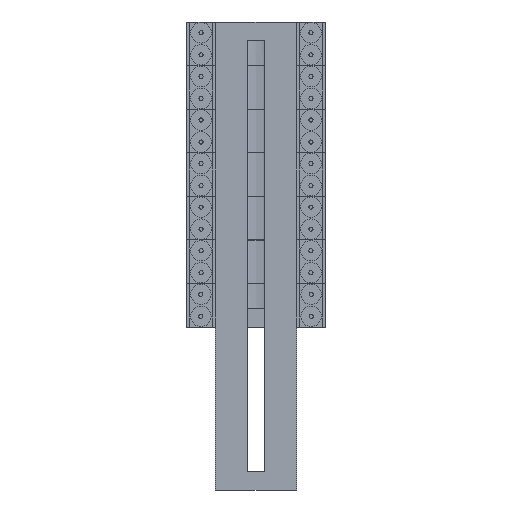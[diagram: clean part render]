
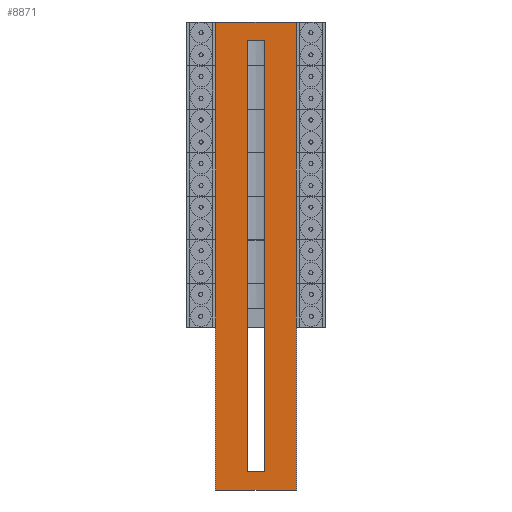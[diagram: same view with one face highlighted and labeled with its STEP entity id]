
A CAD part, front view. The second image highlights one B-rep face of the part: STEP entity #8871.
In plain terms, the highlighted face is planar.
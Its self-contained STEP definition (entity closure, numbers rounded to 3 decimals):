
#230 = VERTEX_POINT ( 'NONE', #1176 ) ;
#301 = VECTOR ( 'NONE', #11871, 1000. ) ;
#777 = PLANE ( 'NONE',  #6341 ) ;
#858 = LINE ( 'NONE', #12072, #8716 ) ;
#1176 = CARTESIAN_POINT ( 'NONE',  ( 212.5, 11150., 0. ) ) ;
#1356 = VERTEX_POINT ( 'NONE', #3065 ) ;
#1528 = VERTEX_POINT ( 'NONE', #4369 ) ;
#1726 = CARTESIAN_POINT ( 'NONE',  ( -997.5, 11600., 0. ) ) ;
#1848 = CARTESIAN_POINT ( 'NONE',  ( 997.5, 11600., 0. ) ) ;
#1993 = VECTOR ( 'NONE', #4889, 1000. ) ;
#2007 = VERTEX_POINT ( 'NONE', #1726 ) ;
#2031 = ORIENTED_EDGE ( 'NONE', *, *, #6790, .F. ) ;
#2458 = ORIENTED_EDGE ( 'NONE', *, *, #6908, .F. ) ;
#2500 = LINE ( 'NONE', #7338, #3198 ) ;
#2589 = VERTEX_POINT ( 'NONE', #9569 ) ;
#2662 = CARTESIAN_POINT ( 'NONE',  ( 212.5, 450., 0. ) ) ;
#2868 = VERTEX_POINT ( 'NONE', #2662 ) ;
#3022 = VECTOR ( 'NONE', #6995, 1000. ) ;
#3065 = CARTESIAN_POINT ( 'NONE',  ( -212.5, 450., 0. ) ) ;
#3198 = VECTOR ( 'NONE', #6358, 1000. ) ;
#3250 = EDGE_CURVE ( 'NONE', #2007, #9162, #7359, .T. ) ;
#3589 = FACE_OUTER_BOUND ( 'NONE', #4546, .T. ) ;
#4077 = EDGE_CURVE ( 'NONE', #10299, #1528, #2500, .T. ) ;
#4369 = CARTESIAN_POINT ( 'NONE',  ( 997.5, 11600., 0. ) ) ;
#4436 = ORIENTED_EDGE ( 'NONE', *, *, #5298, .F. ) ;
#4546 = EDGE_LOOP ( 'NONE', ( #9502, #4557, #12026, #4436 ) ) ;
#4557 = ORIENTED_EDGE ( 'NONE', *, *, #11811, .F. ) ;
#4889 = DIRECTION ( 'NONE',  ( 0., -1., 0. ) ) ;
#4936 = LINE ( 'NONE', #5806, #7132 ) ;
#5298 = EDGE_CURVE ( 'NONE', #1528, #2007, #10335, .T. ) ;
#5468 = CARTESIAN_POINT ( 'NONE',  ( 0., 0., 0. ) ) ;
#5485 = DIRECTION ( 'NONE',  ( 1., 0., 0. ) ) ;
#5806 = CARTESIAN_POINT ( 'NONE',  ( -212.5, 11150., 0. ) ) ;
#5821 = VECTOR ( 'NONE', #6316, 1000. ) ;
#5876 = CARTESIAN_POINT ( 'NONE',  ( 212.5, 11150., 0. ) ) ;
#5952 = LINE ( 'NONE', #10711, #3022 ) ;
#6316 = DIRECTION ( 'NONE',  ( 0., -1., 0. ) ) ;
#6341 = AXIS2_PLACEMENT_3D ( 'NONE', #5468, #6407, #7385 ) ;
#6358 = DIRECTION ( 'NONE',  ( 0., 1., 0. ) ) ;
#6407 = DIRECTION ( 'NONE',  ( 0., 0., 1. ) ) ;
#6665 = ORIENTED_EDGE ( 'NONE', *, *, #9039, .F. ) ;
#6790 = EDGE_CURVE ( 'NONE', #2589, #230, #858, .T. ) ;
#6908 = EDGE_CURVE ( 'NONE', #230, #2868, #10445, .T. ) ;
#6995 = DIRECTION ( 'NONE',  ( -1., 0., 0. ) ) ;
#7084 = LINE ( 'NONE', #8072, #301 ) ;
#7132 = VECTOR ( 'NONE', #9571, 1000. ) ;
#7260 = CARTESIAN_POINT ( 'NONE',  ( -997.5, 0., 0. ) ) ;
#7338 = CARTESIAN_POINT ( 'NONE',  ( 997.5, 0., 0. ) ) ;
#7359 = LINE ( 'NONE', #8240, #5821 ) ;
#7385 = DIRECTION ( 'NONE',  ( 1., 0., 0. ) ) ;
#7416 = ORIENTED_EDGE ( 'NONE', *, *, #11997, .F. ) ;
#7512 = FACE_BOUND ( 'NONE', #8816, .T. ) ;
#8072 = CARTESIAN_POINT ( 'NONE',  ( 997.5, 0., 0. ) ) ;
#8240 = CARTESIAN_POINT ( 'NONE',  ( -997.5, 0., 0. ) ) ;
#8700 = VECTOR ( 'NONE', #9469, 1000. ) ;
#8716 = VECTOR ( 'NONE', #5485, 1000. ) ;
#8722 = CARTESIAN_POINT ( 'NONE',  ( 997.5, 0., 0. ) ) ;
#8816 = EDGE_LOOP ( 'NONE', ( #2031, #6665, #7416, #2458 ) ) ;
#8871 = ADVANCED_FACE ( 'NONE', ( #7512, #3589 ), #777, .F. ) ;
#9039 = EDGE_CURVE ( 'NONE', #1356, #2589, #4936, .T. ) ;
#9162 = VERTEX_POINT ( 'NONE', #7260 ) ;
#9469 = DIRECTION ( 'NONE',  ( -1., 0., 0. ) ) ;
#9502 = ORIENTED_EDGE ( 'NONE', *, *, #4077, .F. ) ;
#9569 = CARTESIAN_POINT ( 'NONE',  ( -212.5, 11150., 0. ) ) ;
#9571 = DIRECTION ( 'NONE',  ( 0., 1., 0. ) ) ;
#10299 = VERTEX_POINT ( 'NONE', #8722 ) ;
#10335 = LINE ( 'NONE', #1848, #8700 ) ;
#10445 = LINE ( 'NONE', #5876, #1993 ) ;
#10711 = CARTESIAN_POINT ( 'NONE',  ( -212.5, 450., 0. ) ) ;
#11811 = EDGE_CURVE ( 'NONE', #9162, #10299, #7084, .T. ) ;
#11871 = DIRECTION ( 'NONE',  ( 1., 0., 0. ) ) ;
#11997 = EDGE_CURVE ( 'NONE', #2868, #1356, #5952, .T. ) ;
#12026 = ORIENTED_EDGE ( 'NONE', *, *, #3250, .F. ) ;
#12072 = CARTESIAN_POINT ( 'NONE',  ( -212.5, 11150., 0. ) ) ;
